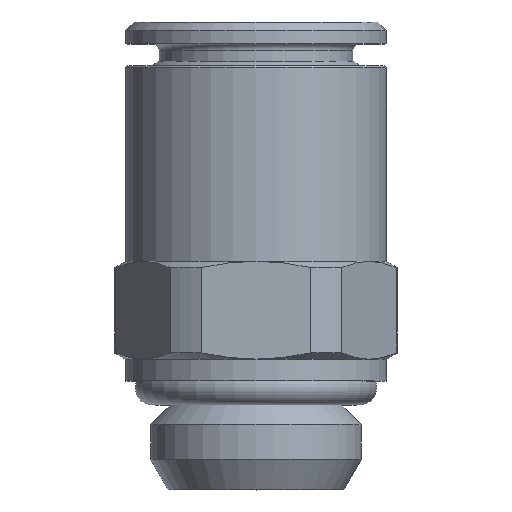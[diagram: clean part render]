
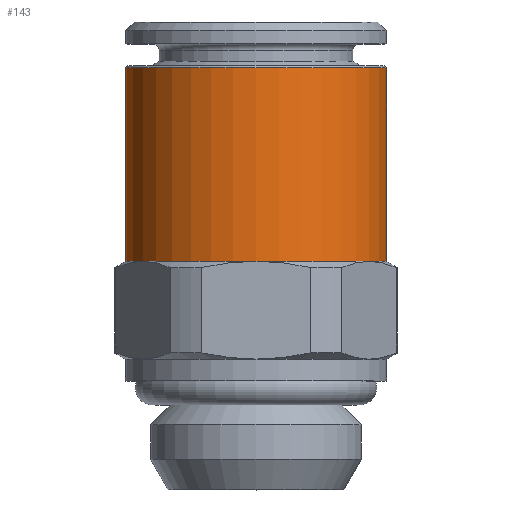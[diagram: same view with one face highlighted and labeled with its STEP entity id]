
A CAD part, top view. The second image highlights one B-rep face of the part: STEP entity #143.
In plain terms, the highlighted cylindrical face has radius 6 mm (diameter 12 mm), a full revolution.
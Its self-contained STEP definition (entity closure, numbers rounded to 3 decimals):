
#143 = ADVANCED_FACE( 'NONE', ( #209, #210 ), #211, .T. );
#209 = FACE_OUTER_BOUND( '', #328, .T. );
#210 = FACE_OUTER_BOUND( '', #329, .T. );
#211 = CYLINDRICAL_SURFACE( '', #330, 6. );
#328 = EDGE_LOOP( '', ( #489 ) );
#329 = EDGE_LOOP( '', ( #490, #491, #492, #493, #494, #495 ) );
#330 = AXIS2_PLACEMENT_3D( '', #496, #497, #498 );
#489 = ORIENTED_EDGE( '', *, *, #758, .T. );
#490 = ORIENTED_EDGE( '', *, *, #759, .F. );
#491 = ORIENTED_EDGE( '', *, *, #760, .F. );
#492 = ORIENTED_EDGE( '', *, *, #761, .F. );
#493 = ORIENTED_EDGE( '', *, *, #762, .F. );
#494 = ORIENTED_EDGE( '', *, *, #763, .F. );
#495 = ORIENTED_EDGE( '', *, *, #764, .F. );
#496 = CARTESIAN_POINT( '', ( 0., -2.242, 0. ) );
#497 = DIRECTION( '', ( 0., -1., 0. ) );
#498 = DIRECTION( '', ( 0., 0., -1. ) );
#758 = EDGE_CURVE( 'NONE', #873, #873, #874, .T. );
#759 = EDGE_CURVE( 'NONE', #812, #875, #876, .T. );
#760 = EDGE_CURVE( 'NONE', #877, #812, #878, .T. );
#761 = EDGE_CURVE( 'NONE', #879, #877, #880, .T. );
#762 = EDGE_CURVE( 'NONE', #844, #879, #881, .T. );
#763 = EDGE_CURVE( 'NONE', #824, #844, #882, .T. );
#764 = EDGE_CURVE( 'NONE', #875, #824, #883, .T. );
#812 = VERTEX_POINT( 'NONE', #955 );
#824 = VERTEX_POINT( 'NONE', #983 );
#844 = VERTEX_POINT( 'NONE', #1023 );
#873 = VERTEX_POINT( '', #1061 );
#874 = CIRCLE( '', #1062, 6. );
#875 = VERTEX_POINT( 'NONE', #1063 );
#876 = CIRCLE( '', #1064, 6. );
#877 = VERTEX_POINT( 'NONE', #1065 );
#878 = CIRCLE( '', #1066, 6. );
#879 = VERTEX_POINT( 'NONE', #1067 );
#880 = CIRCLE( '', #1068, 6. );
#881 = CIRCLE( '', #1069, 6. );
#882 = CIRCLE( '', #1070, 6. );
#883 = CIRCLE( '', #1071, 6. );
#955 = CARTESIAN_POINT( '', ( 0., 10.5, -6. ) );
#983 = CARTESIAN_POINT( '', ( 5.196, 10.5, 3. ) );
#1023 = CARTESIAN_POINT( '', ( 0., 10.5, 6. ) );
#1061 = CARTESIAN_POINT( '', ( 0., 19.4, -6. ) );
#1062 = AXIS2_PLACEMENT_3D( '', #1219, #1220, #1221 );
#1063 = CARTESIAN_POINT( '', ( 5.196, 10.5, -3. ) );
#1064 = AXIS2_PLACEMENT_3D( '', #1222, #1223, #1224 );
#1065 = CARTESIAN_POINT( '', ( -5.196, 10.5, -3. ) );
#1066 = AXIS2_PLACEMENT_3D( '', #1225, #1226, #1227 );
#1067 = CARTESIAN_POINT( '', ( -5.196, 10.5, 3. ) );
#1068 = AXIS2_PLACEMENT_3D( '', #1228, #1229, #1230 );
#1069 = AXIS2_PLACEMENT_3D( '', #1231, #1232, #1233 );
#1070 = AXIS2_PLACEMENT_3D( '', #1234, #1235, #1236 );
#1071 = AXIS2_PLACEMENT_3D( '', #1237, #1238, #1239 );
#1219 = CARTESIAN_POINT( '', ( 0., 19.4, 0. ) );
#1220 = DIRECTION( '', ( 0., -1., 0. ) );
#1221 = DIRECTION( '', ( 0., 0., -1. ) );
#1222 = CARTESIAN_POINT( '', ( 0., 10.5, 0. ) );
#1223 = DIRECTION( '', ( 0., -1., 0. ) );
#1224 = DIRECTION( '', ( 0., 0., -1. ) );
#1225 = CARTESIAN_POINT( '', ( 0., 10.5, 0. ) );
#1226 = DIRECTION( '', ( 0., -1., 0. ) );
#1227 = DIRECTION( '', ( 0., 0., -1. ) );
#1228 = CARTESIAN_POINT( '', ( 0., 10.5, 0. ) );
#1229 = DIRECTION( '', ( 0., -1., 0. ) );
#1230 = DIRECTION( '', ( 0., 0., -1. ) );
#1231 = CARTESIAN_POINT( '', ( 0., 10.5, 0. ) );
#1232 = DIRECTION( '', ( 0., -1., 0. ) );
#1233 = DIRECTION( '', ( 0., 0., -1. ) );
#1234 = CARTESIAN_POINT( '', ( 0., 10.5, 0. ) );
#1235 = DIRECTION( '', ( 0., -1., 0. ) );
#1236 = DIRECTION( '', ( 0., 0., -1. ) );
#1237 = CARTESIAN_POINT( '', ( 0., 10.5, 0. ) );
#1238 = DIRECTION( '', ( 0., -1., 0. ) );
#1239 = DIRECTION( '', ( 0., 0., -1. ) );
